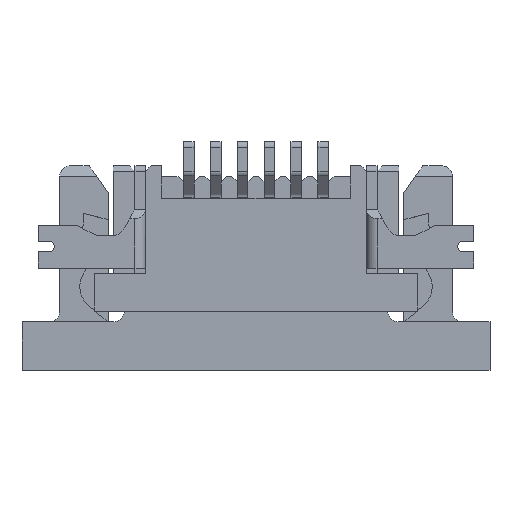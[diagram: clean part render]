
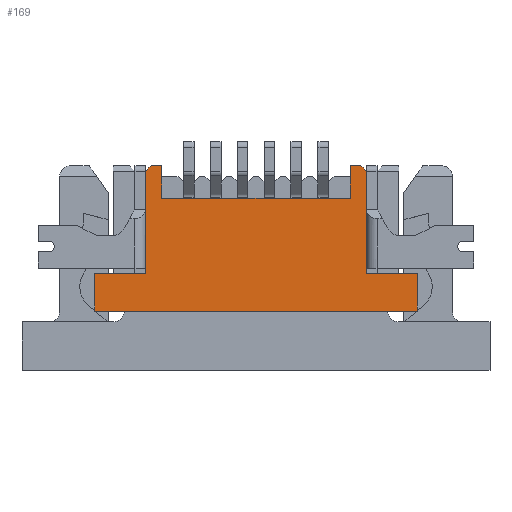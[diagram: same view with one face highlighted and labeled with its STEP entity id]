
A CAD part, top view. The second image highlights one B-rep face of the part: STEP entity #169.
In plain terms, the highlighted planar face has unit normal (0, 0, 1).
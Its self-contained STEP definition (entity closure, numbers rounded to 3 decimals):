
#169=ADVANCED_FACE('',(#848),#849,.T.);
#848=FACE_OUTER_BOUND('',#2158,.T.);
#849=PLANE('',#2159);
#2158=EDGE_LOOP('',(#3578,#3579,#3580,#3581,#3582,#3583,#3584,#3585,#3586,#3587,#3588,#3589,#3590,#3591));
#2159=AXIS2_PLACEMENT_3D('',#3592,#3593,#3594);
#3578=ORIENTED_EDGE('',*,*,#9258,.T.);
#3579=ORIENTED_EDGE('',*,*,#9259,.T.);
#3580=ORIENTED_EDGE('',*,*,#9260,.T.);
#3581=ORIENTED_EDGE('',*,*,#9261,.T.);
#3582=ORIENTED_EDGE('',*,*,#9262,.T.);
#3583=ORIENTED_EDGE('',*,*,#9263,.F.);
#3584=ORIENTED_EDGE('',*,*,#9264,.F.);
#3585=ORIENTED_EDGE('',*,*,#9265,.T.);
#3586=ORIENTED_EDGE('',*,*,#9266,.T.);
#3587=ORIENTED_EDGE('',*,*,#9267,.T.);
#3588=ORIENTED_EDGE('',*,*,#9268,.F.);
#3589=ORIENTED_EDGE('',*,*,#9269,.F.);
#3590=ORIENTED_EDGE('',*,*,#9270,.T.);
#3591=ORIENTED_EDGE('',*,*,#9271,.T.);
#3592=CARTESIAN_POINT('',(0.0,0.0,0.6));
#3593=DIRECTION('',(0.0,0.0,1.0));
#3594=DIRECTION('',(1.0,0.0,0.0));
#9258=EDGE_CURVE('',#11239,#11240,#11241,.T.);
#9259=EDGE_CURVE('',#11240,#11242,#11243,.T.);
#9260=EDGE_CURVE('',#11242,#11244,#11245,.T.);
#9261=EDGE_CURVE('',#11244,#11246,#11247,.T.);
#9262=EDGE_CURVE('',#11246,#11248,#11249,.T.);
#9263=EDGE_CURVE('',#11250,#11248,#11251,.T.);
#9264=EDGE_CURVE('',#11252,#11250,#11253,.T.);
#9265=EDGE_CURVE('',#11252,#11254,#11255,.T.);
#9266=EDGE_CURVE('',#11254,#11256,#11257,.T.);
#9267=EDGE_CURVE('',#11256,#11258,#11259,.T.);
#9268=EDGE_CURVE('',#11260,#11258,#11261,.T.);
#9269=EDGE_CURVE('',#11262,#11260,#11263,.T.);
#9270=EDGE_CURVE('',#11262,#11264,#11265,.T.);
#9271=EDGE_CURVE('',#11264,#11239,#11266,.T.);
#11239=VERTEX_POINT('',#14447);
#11240=VERTEX_POINT('',#14448);
#11241=LINE('',#14449,#14450);
#11242=VERTEX_POINT('',#14451);
#11243=LINE('',#14452,#14453);
#11244=VERTEX_POINT('',#14454);
#11245=LINE('',#14455,#14456);
#11246=VERTEX_POINT('',#14457);
#11247=LINE('',#14458,#14459);
#11248=VERTEX_POINT('',#14460);
#11249=LINE('',#14461,#14462);
#11250=VERTEX_POINT('',#14463);
#11251=LINE('',#14464,#14465);
#11252=VERTEX_POINT('',#14466);
#11253=LINE('',#14467,#14468);
#11254=VERTEX_POINT('',#14469);
#11255=LINE('',#14470,#14471);
#11256=VERTEX_POINT('',#14472);
#11257=LINE('',#14473,#14474);
#11258=VERTEX_POINT('',#14475);
#11259=LINE('',#14476,#14477);
#11260=VERTEX_POINT('',#14478);
#11261=LINE('',#14479,#14480);
#11262=VERTEX_POINT('',#14481);
#11263=LINE('',#14482,#14483);
#11264=VERTEX_POINT('',#14484);
#11265=LINE('',#14485,#14486);
#11266=LINE('',#14487,#14488);
#14447=CARTESIAN_POINT('',(1.75,1.35,0.6));
#14448=CARTESIAN_POINT('',(1.75,0.75,0.6));
#14449=CARTESIAN_POINT('',(1.75,1.35,0.6));
#14450=VECTOR('',#18977,1000.0);
#14451=CARTESIAN_POINT('',(-1.75,0.75,0.6));
#14452=CARTESIAN_POINT('',(-1.15,0.75,0.6));
#14453=VECTOR('',#18978,1000.0);
#14454=CARTESIAN_POINT('',(-1.75,1.35,0.6));
#14455=CARTESIAN_POINT('',(-1.75,1.15,0.6));
#14456=VECTOR('',#18979,1000.0);
#14457=CARTESIAN_POINT('',(-1.95,1.35,0.6));
#14458=CARTESIAN_POINT('',(3.0,1.35,0.6));
#14459=VECTOR('',#18980,1000.0);
#14460=CARTESIAN_POINT('',(-2.05,1.25,0.6));
#14461=CARTESIAN_POINT('',(-1.65,1.65,0.6));
#14462=VECTOR('',#18981,1000.0);
#14463=CARTESIAN_POINT('',(-2.05,-0.65,0.6));
#14464=CARTESIAN_POINT('',(-2.05,-0.65,0.6));
#14465=VECTOR('',#18982,1000.0);
#14466=CARTESIAN_POINT('',(-3.0,-0.65,0.6));
#14467=CARTESIAN_POINT('',(-3.0,-0.65,0.6));
#14468=VECTOR('',#18983,1000.0);
#14469=CARTESIAN_POINT('',(-3.0,-1.35,0.6));
#14470=CARTESIAN_POINT('',(-3.0,1.35,0.6));
#14471=VECTOR('',#18984,1000.0);
#14472=CARTESIAN_POINT('',(3.0,-1.35,0.6));
#14473=CARTESIAN_POINT('',(-3.0,-1.35,0.6));
#14474=VECTOR('',#18985,1000.0);
#14475=CARTESIAN_POINT('',(3.0,-0.65,0.6));
#14476=CARTESIAN_POINT('',(3.0,-1.35,0.6));
#14477=VECTOR('',#18986,1000.0);
#14478=CARTESIAN_POINT('',(2.05,-0.65,0.6));
#14479=CARTESIAN_POINT('',(2.65,-0.65,0.6));
#14480=VECTOR('',#18987,1000.0);
#14481=CARTESIAN_POINT('',(2.05,1.25,0.6));
#14482=CARTESIAN_POINT('',(2.05,1.35,0.6));
#14483=VECTOR('',#18988,1000.0);
#14484=CARTESIAN_POINT('',(1.95,1.35,0.6));
#14485=CARTESIAN_POINT('',(1.65,1.65,0.6));
#14486=VECTOR('',#18989,1000.0);
#14487=CARTESIAN_POINT('',(3.0,1.35,0.6));
#14488=VECTOR('',#18990,1000.0);
#18977=DIRECTION('',(0.0,-1.0,0.0));
#18978=DIRECTION('',(-1.0,0.,0.0));
#18979=DIRECTION('',(0.0,1.0,0.0));
#18980=DIRECTION('',(-1.0,0.,0.0));
#18981=DIRECTION('',(-0.707,-0.707,0.0));
#18982=DIRECTION('',(0.,1.0,0.0));
#18983=DIRECTION('',(1.0,0.0,0.0));
#18984=DIRECTION('',(0.,-1.0,0.0));
#18985=DIRECTION('',(1.0,0.,0.0));
#18986=DIRECTION('',(0.,1.0,0.0));
#18987=DIRECTION('',(1.0,0.0,0.0));
#18988=DIRECTION('',(0.,-1.0,0.0));
#18989=DIRECTION('',(-0.707,0.707,0.0));
#18990=DIRECTION('',(-1.0,0.,0.0));
